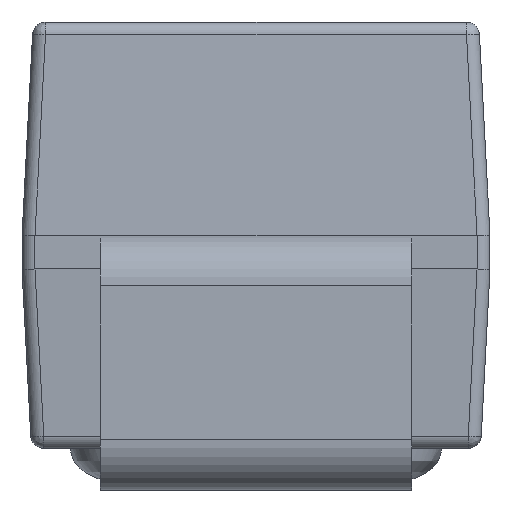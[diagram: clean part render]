
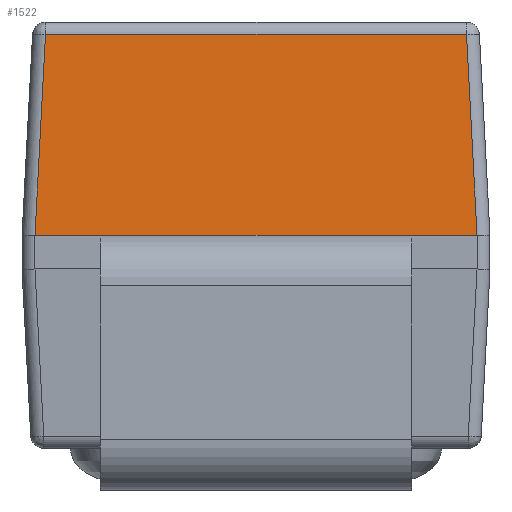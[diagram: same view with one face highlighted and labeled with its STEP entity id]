
A CAD part, left-side view. The second image highlights one B-rep face of the part: STEP entity #1522.
In plain terms, the highlighted planar face has unit normal (-0.999, 0, 0.052).
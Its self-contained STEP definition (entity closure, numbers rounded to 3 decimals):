
#30 = LINE ( 'NONE', #497, #905 ) ;
#186 = DIRECTION ( 'NONE',  ( 0.052, 0.052, 0.997 ) ) ;
#273 = CARTESIAN_POINT ( 'NONE',  ( -1.57, 0.9, 0.98 ) ) ;
#305 = VECTOR ( 'NONE', #2468, 1000. ) ;
#390 = EDGE_CURVE ( 'NONE', #2106, #1839, #30, .T. ) ;
#449 = AXIS2_PLACEMENT_3D ( 'NONE', #273, #1809, #1387 ) ;
#497 = CARTESIAN_POINT ( 'NONE',  ( -1.57, 0.85, 0.98 ) ) ;
#619 = VERTEX_POINT ( 'NONE', #2669 ) ;
#732 = EDGE_LOOP ( 'NONE', ( #1328, #1628, #2036, #967 ) ) ;
#735 = FACE_OUTER_BOUND ( 'NONE', #732, .T. ) ;
#774 = LINE ( 'NONE', #1832, #305 ) ;
#905 = VECTOR ( 'NONE', #2216, 1000. ) ;
#967 = ORIENTED_EDGE ( 'NONE', *, *, #1172, .T. ) ;
#1083 = CARTESIAN_POINT ( 'NONE',  ( -1.57, -0.85, 0.98 ) ) ;
#1159 = CARTESIAN_POINT ( 'NONE',  ( -1.53, -0.81, 1.753 ) ) ;
#1172 = EDGE_CURVE ( 'NONE', #619, #1912, #2361, .T. ) ;
#1191 = VECTOR ( 'NONE', #1388, 1000. ) ;
#1328 = ORIENTED_EDGE ( 'NONE', *, *, #1992, .F. ) ;
#1387 = DIRECTION ( 'NONE',  ( 0., 1., 0. ) ) ;
#1388 = DIRECTION ( 'NONE',  ( 0., -1., 0. ) ) ;
#1522 = ADVANCED_FACE ( 'NONE', ( #735 ), #2651, .T. ) ;
#1628 = ORIENTED_EDGE ( 'NONE', *, *, #390, .F. ) ;
#1645 = LINE ( 'NONE', #2499, #1191 ) ;
#1687 = CARTESIAN_POINT ( 'NONE',  ( -1.57, 0.85, 0.98 ) ) ;
#1717 = CARTESIAN_POINT ( 'NONE',  ( -1.53, 0.81, 1.753 ) ) ;
#1809 = DIRECTION ( 'NONE',  ( -0.999, 0., 0.052 ) ) ;
#1832 = CARTESIAN_POINT ( 'NONE',  ( -1.57, 0.85, 0.98 ) ) ;
#1839 = VERTEX_POINT ( 'NONE', #1717 ) ;
#1912 = VERTEX_POINT ( 'NONE', #1159 ) ;
#1934 = EDGE_CURVE ( 'NONE', #619, #2106, #774, .T. ) ;
#1992 = EDGE_CURVE ( 'NONE', #1839, #1912, #1645, .T. ) ;
#2036 = ORIENTED_EDGE ( 'NONE', *, *, #1934, .F. ) ;
#2106 = VERTEX_POINT ( 'NONE', #1687 ) ;
#2216 = DIRECTION ( 'NONE',  ( 0.052, -0.052, 0.997 ) ) ;
#2361 = LINE ( 'NONE', #1083, #2667 ) ;
#2468 = DIRECTION ( 'NONE',  ( 0., 1., 0. ) ) ;
#2499 = CARTESIAN_POINT ( 'NONE',  ( -1.53, 0.81, 1.753 ) ) ;
#2651 = PLANE ( 'NONE',  #449 ) ;
#2667 = VECTOR ( 'NONE', #186, 1000. ) ;
#2669 = CARTESIAN_POINT ( 'NONE',  ( -1.57, -0.85, 0.98 ) ) ;
